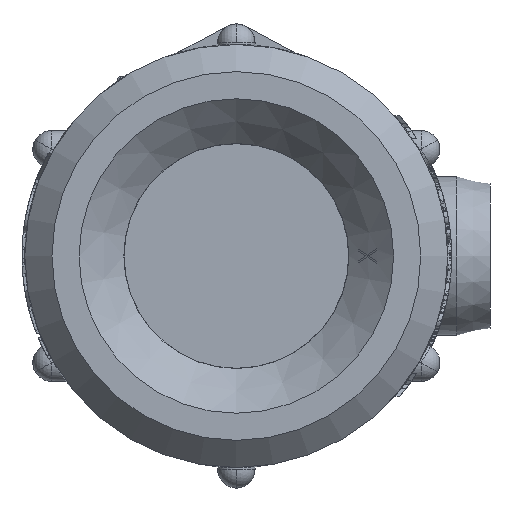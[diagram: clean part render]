
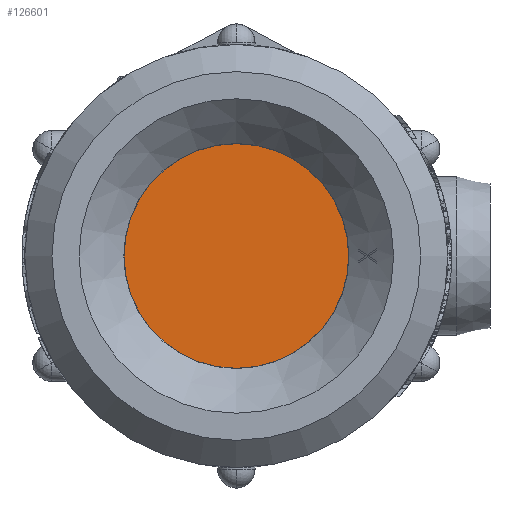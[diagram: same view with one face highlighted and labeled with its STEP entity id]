
A CAD part, front view. The second image highlights one B-rep face of the part: STEP entity #126601.
In plain terms, the highlighted planar face has unit normal (0, -1, 0).
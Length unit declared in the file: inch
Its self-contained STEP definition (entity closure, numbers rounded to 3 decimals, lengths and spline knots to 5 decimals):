
#7128 = DIRECTION ( 'NONE',  ( 0., -1., 0. ) ) ;
#44425 = AXIS2_PLACEMENT_3D ( 'NONE', #133327, #78364, #64722 ) ;
#61969 = EDGE_CURVE ( 'NONE', #65468, #65468, #177286, .T. ) ;
#64722 = DIRECTION ( 'NONE',  ( 0., 0., -1. ) ) ;
#65468 = VERTEX_POINT ( 'NONE', #175863 ) ;
#78364 = DIRECTION ( 'NONE',  ( 0., -1., 0. ) ) ;
#81540 = ORIENTED_EDGE ( 'NONE', *, *, #61969, .T. ) ;
#102966 = CARTESIAN_POINT ( 'NONE',  ( 2.18659, -0.04212, 5.19705 ) ) ;
#120020 = DIRECTION ( 'NONE',  ( 0., 0., -1. ) ) ;
#124334 = AXIS2_PLACEMENT_3D ( 'NONE', #102966, #7128, #120020 ) ;
#126601 = ADVANCED_FACE ( 'NONE', ( #167341 ), #170047, .T. ) ;
#133327 = CARTESIAN_POINT ( 'NONE',  ( 2.18659, -0.04212, 5.19705 ) ) ;
#144592 = EDGE_LOOP ( 'NONE', ( #81540 ) ) ;
#167341 = FACE_OUTER_BOUND ( 'NONE', #144592, .T. ) ;
#170047 = PLANE ( 'NONE',  #124334 ) ;
#175863 = CARTESIAN_POINT ( 'NONE',  ( 2.18659, -0.04212, 4.47705 ) ) ;
#177286 = CIRCLE ( 'NONE', #44425, 0.72 ) ;
